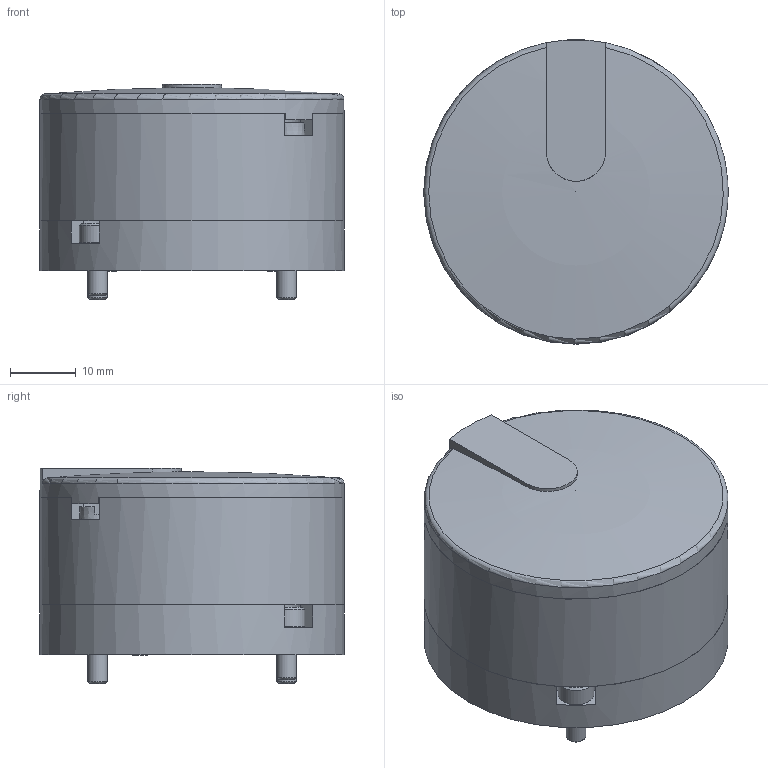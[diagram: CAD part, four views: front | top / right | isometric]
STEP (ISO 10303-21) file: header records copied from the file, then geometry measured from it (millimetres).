
FILE_DESCRIPTION(/* description */ ('STEP AP214'),/* implementation_level */ '2;1');
FILE_NAME(/* name */ '175835_KSM-10',/* time_stamp */ '2024-08-29T12:54:26+02:00',/* author */ ('License CC BY-ND 4.0'),/* organization */ ('CADENAS'),/* preprocessor_version */ 'ST-DEVELOPER v19.3',/* originating_system */ 'PARTsolutions',/* authorisation */ ' ');
FILE_SCHEMA (('AUTOMOTIVE_DESIGN {1 0 10303 214 3 1 1}'));
Length unit declared in the file: millimetre
Products named in the file (9): 175835 KSM-10---(0); 373450 KSM-10---(0); 373465 KSM-10; 389654 KSM-10; 389653 KSM-10; 373471 KSM-10; DIN-84 - M3x25; 373474 KSM-10; DIN-912 - M3x8(F)
Assembly tree (10 placements, depth 2):
  175835 KSM-10---(0)
    373450 KSM-10---(0)
    373465 KSM-10
    389654 KSM-10
    389653 KSM-10
    373471 KSM-10
    DIN-84 - M3x25  x2
    373474 KSM-10
    DIN-912 - M3x8(F)  x2
Bounding box: 46.4 x 46.4 x 32.8 mm (x, y, z)
Volume: 29053 mm3; surface area: 21912.3 mm2
Topology: 10 solids, 10 shells, 405 faces, 1009 edges, 653 vertices
Faces by surface type: plane 205, cylinder 126, cone 55, torus 18, sphere 1
Full cylindrical faces by diameter (mm): 2.459 x2, 3 x11, 3.2 x2, 3.4 x7, 5.5 x5, 8 x1, 12 x1, 17 x1, 19 x2, 19.1 x1, 23.4 x1, 36.6 x1, 46.4 x3
Entity records: 10979 total; most frequent: CARTESIAN_POINT 2044, DIRECTION 1875, ORIENTED_EDGE 1700, EDGE_CURVE 850, AXIS2_PLACEMENT_3D 719, VERTEX_POINT 588, FACE_BOUND 474, EDGE_LOOP 473
